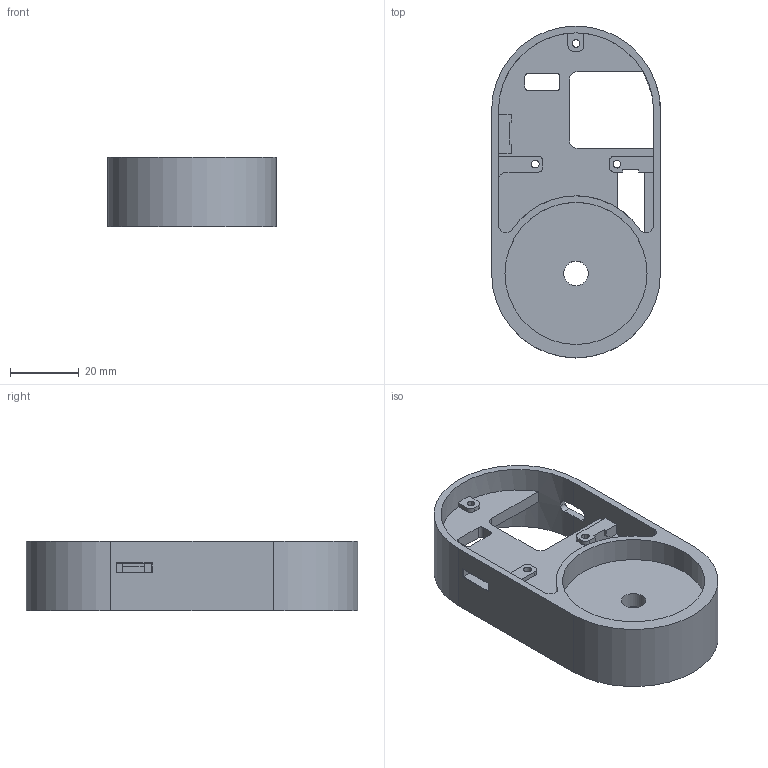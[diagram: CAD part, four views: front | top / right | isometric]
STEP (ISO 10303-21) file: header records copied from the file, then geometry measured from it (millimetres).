
FILE_DESCRIPTION(/* description */ ('STEP AP242','CAx-IF Rec.Pracs.---Representation and Presentation of Product Manufacturing Information (PMI)---4.0---2014-10-13','CAx-IF Rec.Pracs.---3D Tessellated Geometry---0.4---2014-09-14','2;1','CAx-IF Rec.Pracs.---User Defined Attributes---1.5---2016-08-15'),/* implementation_level */ '2;1');
FILE_NAME(/* name */ '69069ef4d8837ef86eae9e80',/* time_stamp */ '2025-11-01T23:59:48Z',/* author */ (''),/* organization */ (''),/* preprocessor_version */ 'ST-DEVELOPER v20',/* originating_system */ 'ONSHAPE BY PTC INC, 1.206',/* authorisation */ ' ');
FILE_SCHEMA (('AP242_MANAGED_MODEL_BASED_3D_ENGINEERING_MIM_LF { 1 0 10303 442 1 1 4 }'));
Length unit declared in the file: metre
Products named in the file (1): Case
Bounding box: 49 x 96.28 x 20.3 mm (x, y, z)
Volume: 23397.2 mm3; surface area: 18530.1 mm2
Topology: 1 solids, 1 shells, 150 faces, 411 edges, 273 vertices
Faces by surface type: plane 89, cylinder 61
Full cylindrical faces by diameter (mm): 1.6 x4, 2.1 x4, 2.2 x1, 5.5 x4, 7.095 x1, 11.397 x1, 41.233 x1
Entity records: 4769 total; most frequent: CARTESIAN_POINT 849, DIRECTION 820, ORIENTED_EDGE 788, EDGE_CURVE 394, AXIS2_PLACEMENT_3D 282, VERTEX_POINT 272, LINE 256, VECTOR 256
